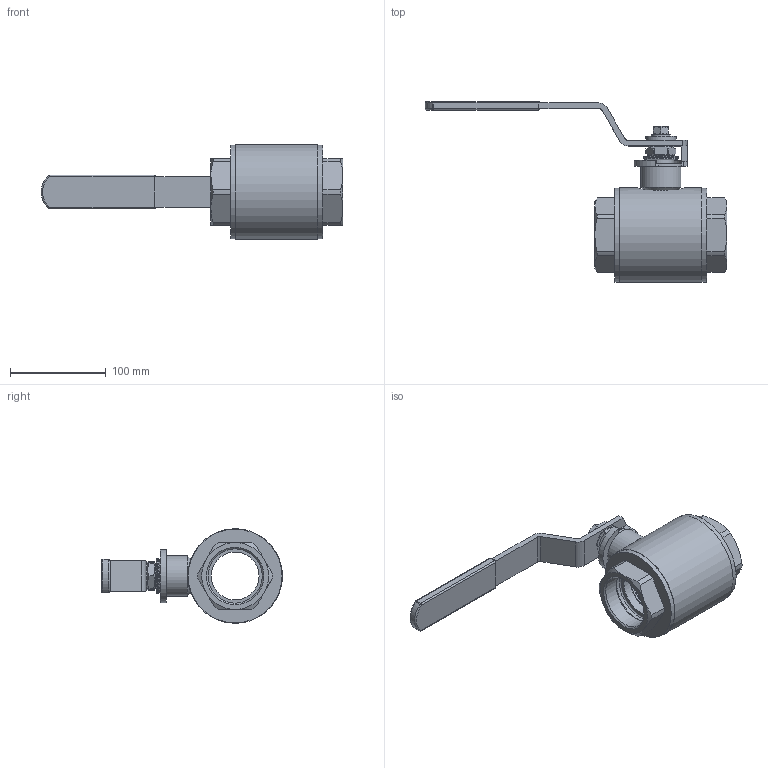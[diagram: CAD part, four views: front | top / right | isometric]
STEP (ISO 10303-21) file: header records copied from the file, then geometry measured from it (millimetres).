
FILE_DESCRIPTION(('STEP AP203'), '1');
FILE_NAME('ÔÁ39.030.050.000 çàì', '', ('UNSPECIFIED'), ('UNSPECIFIED'), 'ASCON STEP Converter 1.3', 'ASCON Math Kernel', '');
FILE_SCHEMA(('CONFIG_CONTROL_DESIGN'));
Length unit declared in the file: millimetre
Products named in the file (20): 埡39.030.050.000捘; 埡39 013 050 022; 埡39.038.050.001; 埡39 010 050 001; ﾔﾁﾑ94 005 08 007-01; 埡39 010 050 132; 埡39 010 050 903; 埡39 010 050 904; 埡39 010 050 905; 埡39 010 050 105; 埡39 010 050 102; 埡39 010 050 106
Assembly tree (24 placements, depth 3):
  埡39.030.050.000捘
    (unnamed)
      (unnamed)
      埡39 013 050 022
    埡39.038.050.001  x2
    埡39 010 050 001
    (unnamed)  x2
    ﾔﾁﾑ94 005 08 007-01
    埡39 010 050 132
    埡39 010 050 903
    埡39 010 050 904  x2
    埡39 010 050 905
    埡39 010 050 105
    埡39 010 050 102  x2
    (unnamed)
    埡39 010 050 106
    (unnamed)
    (unnamed)
    (unnamed)
    (unnamed)  x2
Bounding box: 315.43 x 189.22 x 99 mm (x, y, z)
Volume: 613291.5 mm3; surface area: 219883.2 mm2
Topology: 23 solids, 23 shells, 371 faces, 774 edges, 472 vertices
Faces by surface type: plane 153, cylinder 114, cone 68, torus 26, sphere 10
Full cylindrical faces by diameter (mm): 8.647 x1, 10 x1, 10.5 x1, 15.3 x1, 16.376 x1, 18 x1, 19 x9, 20 x1, 26.5 x1, 27 x8, 30 x2, 32 x1, 42 x1, 50 x4, 51.5 x2, 53 x2, 56 x2, 56.7 x2, 60.5 x2, 65 x4, 82 x2, 82.9 x2, 84 x1, 85 x8, 85.7 x2, 91 x4, 98 x2, 99 x1
Entity records: 12605 total; most frequent: CARTESIAN_POINT 2882, DIRECTION 1380, ORIENTED_EDGE 1028, AXIS2_PLACEMENT_3D 601, EDGE_CURVE 514, EDGE_LOOP 466, VERTEX_POINT 386, COLOUR_RGB 314
